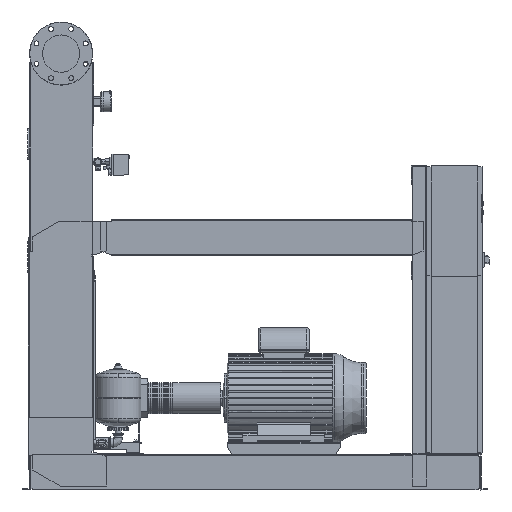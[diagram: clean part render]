
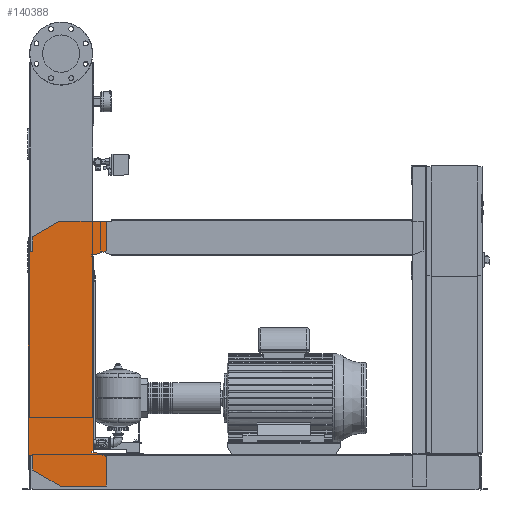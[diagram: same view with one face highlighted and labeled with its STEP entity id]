
A CAD part, front view. The second image highlights one B-rep face of the part: STEP entity #140388.
In plain terms, the highlighted free-form (B-spline) face has degree [1, 1] with [2, 2] control points.
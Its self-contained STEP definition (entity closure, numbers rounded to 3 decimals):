
#139873=CARTESIAN_POINT('',(-129.0,-463.5,1076.0));
#139874=VERTEX_POINT('',#139873);
#139881=CARTESIAN_POINT('',(-129.,-463.5,1142.986));
#139882=VERTEX_POINT('',#139881);
#139883=CARTESIAN_POINT('',(-129.0,-463.5,1076.0));
#139884=DIRECTION('',(0.0,0.0,1.0));
#139885=VECTOR('',#139884,66.986);
#139886=LINE('',#139883,#139885);
#139887=EDGE_CURVE('',#139874,#139882,#139886,.T.);
#139905=CARTESIAN_POINT('',(-6.0,-463.5,1214.0));
#139906=VERTEX_POINT('',#139905);
#139907=CARTESIAN_POINT('',(-129.,-463.5,1142.986));
#139908=DIRECTION('',(0.866,0.0,0.5));
#139909=VECTOR('',#139908,142.028);
#139910=LINE('',#139907,#139909);
#139911=EDGE_CURVE('',#139882,#139906,#139910,.T.);
#139929=CARTESIAN_POINT('',(204.,-463.5,1214.0));
#139930=VERTEX_POINT('',#139929);
#139931=CARTESIAN_POINT('',(-6.0,-463.5,1214.0));
#139932=DIRECTION('',(1.0,0.0,0.0));
#139933=VECTOR('',#139932,210.);
#139934=LINE('',#139931,#139933);
#139935=EDGE_CURVE('',#139906,#139930,#139934,.T.);
#139953=CARTESIAN_POINT('',(204.0,-463.5,1080.379));
#139954=VERTEX_POINT('',#139953);
#139955=CARTESIAN_POINT('',(204.,-463.5,1214.0));
#139956=DIRECTION('',(0.0,0.0,-1.0));
#139957=VECTOR('',#139956,133.621);
#139958=LINE('',#139955,#139957);
#139959=EDGE_CURVE('',#139930,#139954,#139958,.T.);
#139977=CARTESIAN_POINT('',(159.0,-463.5,1064.0));
#139978=VERTEX_POINT('',#139977);
#139979=CARTESIAN_POINT('',(204.0,-463.5,1080.379));
#139980=DIRECTION('',(-0.94,0.0,-0.342));
#139981=VECTOR('',#139980,47.888);
#139982=LINE('',#139979,#139981);
#139983=EDGE_CURVE('',#139954,#139978,#139982,.T.);
#140001=CARTESIAN_POINT('',(139.0,-463.5,1064.0));
#140002=VERTEX_POINT('',#140001);
#140003=CARTESIAN_POINT('',(159.0,-463.5,1064.0));
#140004=DIRECTION('',(-1.0,0.0,0.0));
#140005=VECTOR('',#140004,20.0);
#140006=LINE('',#140003,#140005);
#140007=EDGE_CURVE('',#139978,#140002,#140006,.T.);
#140025=CARTESIAN_POINT('',(139.0,-463.5,1056.0));
#140026=VERTEX_POINT('',#140025);
#140027=CARTESIAN_POINT('',(139.0,-463.5,1064.0));
#140028=DIRECTION('',(0.0,0.0,-1.0));
#140029=VECTOR('',#140028,8.0);
#140030=LINE('',#140027,#140029);
#140031=EDGE_CURVE('',#140002,#140026,#140030,.T.);
#140049=CARTESIAN_POINT('',(147.,-463.5,1056.0));
#140050=VERTEX_POINT('',#140049);
#140051=CARTESIAN_POINT('',(139.0,-463.5,1056.0));
#140052=DIRECTION('',(1.0,0.0,0.0));
#140053=VECTOR('',#140052,8.);
#140054=LINE('',#140051,#140053);
#140055=EDGE_CURVE('',#140026,#140050,#140054,.T.);
#140073=CARTESIAN_POINT('',(147.,-463.5,176.));
#140074=VERTEX_POINT('',#140073);
#140085=CARTESIAN_POINT('',(147.,-463.5,1056.0));
#140086=DIRECTION('',(0.0,0.0,-1.0));
#140087=VECTOR('',#140086,880.);
#140088=LINE('',#140085,#140087);
#140089=EDGE_CURVE('',#140050,#140074,#140088,.T.);
#140103=CARTESIAN_POINT('',(139.,-463.5,176.));
#140104=VERTEX_POINT('',#140103);
#140105=CARTESIAN_POINT('',(147.,-463.5,176.));
#140106=DIRECTION('',(-1.0,0.0,0.0));
#140107=VECTOR('',#140106,8.0);
#140108=LINE('',#140105,#140107);
#140109=EDGE_CURVE('',#140074,#140104,#140108,.T.);
#140127=CARTESIAN_POINT('',(139.,-463.5,168.));
#140128=VERTEX_POINT('',#140127);
#140129=CARTESIAN_POINT('',(139.,-463.5,176.));
#140130=DIRECTION('',(0.0,0.0,-1.0));
#140131=VECTOR('',#140130,8.0);
#140132=LINE('',#140129,#140131);
#140133=EDGE_CURVE('',#140104,#140128,#140132,.T.);
#140151=CARTESIAN_POINT('',(159.,-463.5,168.));
#140152=VERTEX_POINT('',#140151);
#140153=CARTESIAN_POINT('',(139.,-463.5,168.));
#140154=DIRECTION('',(1.0,0.0,0.0));
#140155=VECTOR('',#140154,20.0);
#140156=LINE('',#140153,#140155);
#140157=EDGE_CURVE('',#140128,#140152,#140156,.T.);
#140175=CARTESIAN_POINT('',(204.,-463.5,151.621));
#140176=VERTEX_POINT('',#140175);
#140177=CARTESIAN_POINT('',(159.,-463.5,168.));
#140178=DIRECTION('',(0.94,0.0,-0.342));
#140179=VECTOR('',#140178,47.888);
#140180=LINE('',#140177,#140179);
#140181=EDGE_CURVE('',#140152,#140176,#140180,.T.);
#140199=CARTESIAN_POINT('',(204.,-463.5,18.0));
#140200=VERTEX_POINT('',#140199);
#140201=CARTESIAN_POINT('',(204.,-463.5,151.621));
#140202=DIRECTION('',(0.0,0.0,-1.0));
#140203=VECTOR('',#140202,133.621);
#140204=LINE('',#140201,#140203);
#140205=EDGE_CURVE('',#140176,#140200,#140204,.T.);
#140223=CARTESIAN_POINT('',(-4.,-463.5,18.0));
#140224=VERTEX_POINT('',#140223);
#140225=CARTESIAN_POINT('',(204.,-463.5,18.0));
#140226=DIRECTION('',(-1.0,0.0,0.0));
#140227=VECTOR('',#140226,208.);
#140228=LINE('',#140225,#140227);
#140229=EDGE_CURVE('',#140200,#140224,#140228,.T.);
#140247=CARTESIAN_POINT('',(-129.,-463.5,90.169));
#140248=VERTEX_POINT('',#140247);
#140249=CARTESIAN_POINT('',(-4.,-463.5,18.0));
#140250=DIRECTION('',(-0.866,0.,0.5));
#140251=VECTOR('',#140250,144.338);
#140252=LINE('',#140249,#140251);
#140253=EDGE_CURVE('',#140224,#140248,#140252,.T.);
#140271=CARTESIAN_POINT('',(-129.,-463.5,156.0));
#140272=VERTEX_POINT('',#140271);
#140273=CARTESIAN_POINT('',(-129.,-463.5,90.169));
#140274=DIRECTION('',(0.0,0.0,1.0));
#140275=VECTOR('',#140274,65.831);
#140276=LINE('',#140273,#140275);
#140277=EDGE_CURVE('',#140248,#140272,#140276,.T.);
#140295=CARTESIAN_POINT('',(-149.,-463.5,156.0));
#140296=VERTEX_POINT('',#140295);
#140297=CARTESIAN_POINT('',(-129.,-463.5,156.0));
#140298=DIRECTION('',(-1.0,0.0,0.0));
#140299=VECTOR('',#140298,20.0);
#140300=LINE('',#140297,#140299);
#140301=EDGE_CURVE('',#140272,#140296,#140300,.T.);
#140319=CARTESIAN_POINT('',(-149.0,-463.5,1076.0));
#140320=VERTEX_POINT('',#140319);
#140333=CARTESIAN_POINT('',(-149.,-463.5,156.0));
#140334=DIRECTION('',(0.0,0.0,1.0));
#140335=VECTOR('',#140334,920.0);
#140336=LINE('',#140333,#140335);
#140337=EDGE_CURVE('',#140296,#140320,#140336,.T.);
#140351=CARTESIAN_POINT('',(-149.0,-463.5,1076.0));
#140352=DIRECTION('',(1.0,0.0,0.0));
#140353=VECTOR('',#140352,20.0);
#140354=LINE('',#140351,#140353);
#140355=EDGE_CURVE('',#140320,#139874,#140354,.T.);
#140361=CARTESIAN_POINT('',(-149.,-463.5,18.0));
#140362=CARTESIAN_POINT('',(204.,-463.5,18.0));
#140363=CARTESIAN_POINT('',(-149.,-463.5,1214.0));
#140364=CARTESIAN_POINT('',(204.,-463.5,1214.0));
#140365=B_SPLINE_SURFACE_WITH_KNOTS('',1,1,((#140361,#140363),(#140362,#140364)),.UNSPECIFIED.,.F.,.F.,.U.,(2,2),(2,2),(0.0,353.),(0.0,1196.0),.UNSPECIFIED.);
#140366=ORIENTED_EDGE('',*,*,#140355,.F.);
#140367=ORIENTED_EDGE('',*,*,#140337,.F.);
#140368=ORIENTED_EDGE('',*,*,#140301,.F.);
#140369=ORIENTED_EDGE('',*,*,#140277,.F.);
#140370=ORIENTED_EDGE('',*,*,#140253,.F.);
#140371=ORIENTED_EDGE('',*,*,#140229,.F.);
#140372=ORIENTED_EDGE('',*,*,#140205,.F.);
#140373=ORIENTED_EDGE('',*,*,#140181,.F.);
#140374=ORIENTED_EDGE('',*,*,#140157,.F.);
#140375=ORIENTED_EDGE('',*,*,#140133,.F.);
#140376=ORIENTED_EDGE('',*,*,#140109,.F.);
#140377=ORIENTED_EDGE('',*,*,#140089,.F.);
#140378=ORIENTED_EDGE('',*,*,#140055,.F.);
#140379=ORIENTED_EDGE('',*,*,#140031,.F.);
#140380=ORIENTED_EDGE('',*,*,#140007,.F.);
#140381=ORIENTED_EDGE('',*,*,#139983,.F.);
#140382=ORIENTED_EDGE('',*,*,#139959,.F.);
#140383=ORIENTED_EDGE('',*,*,#139935,.F.);
#140384=ORIENTED_EDGE('',*,*,#139911,.F.);
#140385=ORIENTED_EDGE('',*,*,#139887,.F.);
#140386=EDGE_LOOP('',(#140366,#140367,#140368,#140369,#140370,#140371,#140372,#140373,#140374,#140375,#140376,#140377,#140378,#140379,#140380,#140381,#140382,#140383,#140384,#140385));
#140387=FACE_OUTER_BOUND('',#140386,.T.);
#140388=ADVANCED_FACE('',(#140387),#140365,.T.);
